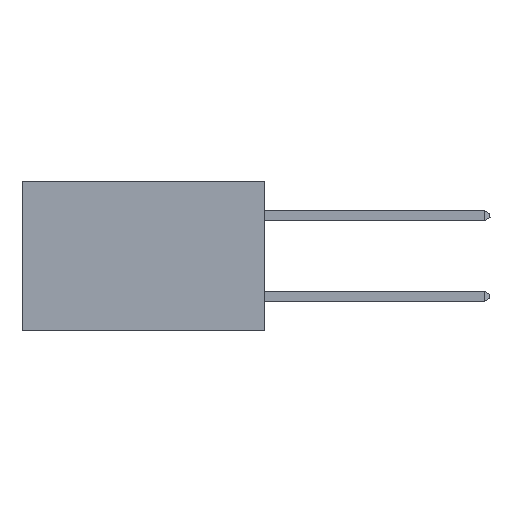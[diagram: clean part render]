
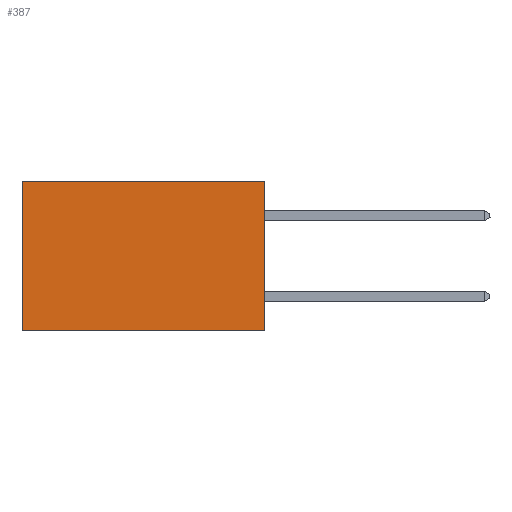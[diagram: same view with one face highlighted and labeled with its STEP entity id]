
A CAD part, left-side view. The second image highlights one B-rep face of the part: STEP entity #387.
In plain terms, the highlighted planar face has unit normal (-1, 0, 0).
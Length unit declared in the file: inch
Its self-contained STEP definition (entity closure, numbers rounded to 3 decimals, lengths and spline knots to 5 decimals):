
#387 = ADVANCED_FACE ( 'NONE', ( #12772 ), #4944, .F. ) ;
#1566 = DIRECTION ( 'NONE',  ( 0., 1., 0. ) ) ;
#1591 = VERTEX_POINT ( 'NONE', #14228 ) ;
#1733 = CARTESIAN_POINT ( 'NONE',  ( 0.298, 0., -0.37 ) ) ;
#2670 = DIRECTION ( 'NONE',  ( 0., 0., -1. ) ) ;
#2749 = VECTOR ( 'NONE', #1566, 39.37008 ) ;
#2839 = CARTESIAN_POINT ( 'NONE',  ( 0.298, 0., 0. ) ) ;
#3539 = VECTOR ( 'NONE', #2670, 39.37008 ) ;
#3842 = ORIENTED_EDGE ( 'NONE', *, *, #25438, .F. ) ;
#4625 = CARTESIAN_POINT ( 'NONE',  ( 0.298, 0., 0. ) ) ;
#4944 = PLANE ( 'NONE',  #12878 ) ;
#5425 = CARTESIAN_POINT ( 'NONE',  ( 0.298, 0., -0.37 ) ) ;
#5660 = CARTESIAN_POINT ( 'NONE',  ( 0.298, 0., 0. ) ) ;
#6221 = LINE ( 'NONE', #21609, #15030 ) ;
#7790 = LINE ( 'NONE', #10830, #3539 ) ;
#9041 = VECTOR ( 'NONE', #24849, 39.37008 ) ;
#9171 = EDGE_LOOP ( 'NONE', ( #14112, #3842, #14934, #17636 ) ) ;
#10830 = CARTESIAN_POINT ( 'NONE',  ( 0.298, 0., 0. ) ) ;
#11114 = DIRECTION ( 'NONE',  ( 0., 0., -1. ) ) ;
#11543 = DIRECTION ( 'NONE',  ( 0., 0., -1. ) ) ;
#12351 = VERTEX_POINT ( 'NONE', #4625 ) ;
#12772 = FACE_OUTER_BOUND ( 'NONE', #9171, .T. ) ;
#12878 = AXIS2_PLACEMENT_3D ( 'NONE', #2839, #15781, #11543 ) ;
#14112 = ORIENTED_EDGE ( 'NONE', *, *, #25899, .T. ) ;
#14228 = CARTESIAN_POINT ( 'NONE',  ( 0.298, 0.6, 0. ) ) ;
#14618 = LINE ( 'NONE', #5660, #2749 ) ;
#14696 = LINE ( 'NONE', #1733, #9041 ) ;
#14865 = CARTESIAN_POINT ( 'NONE',  ( 0.298, 0.6, -0.37 ) ) ;
#14934 = ORIENTED_EDGE ( 'NONE', *, *, #24767, .F. ) ;
#15030 = VECTOR ( 'NONE', #11114, 39.37008 ) ;
#15781 = DIRECTION ( 'NONE',  ( 1., 0., 0. ) ) ;
#17636 = ORIENTED_EDGE ( 'NONE', *, *, #26112, .T. ) ;
#19624 = VERTEX_POINT ( 'NONE', #5425 ) ;
#21609 = CARTESIAN_POINT ( 'NONE',  ( 0.298, 0.6, 0. ) ) ;
#24197 = VERTEX_POINT ( 'NONE', #14865 ) ;
#24767 = EDGE_CURVE ( 'NONE', #12351, #19624, #7790, .T. ) ;
#24849 = DIRECTION ( 'NONE',  ( 0., 1., 0. ) ) ;
#25438 = EDGE_CURVE ( 'NONE', #19624, #24197, #14696, .T. ) ;
#25899 = EDGE_CURVE ( 'NONE', #1591, #24197, #6221, .T. ) ;
#26112 = EDGE_CURVE ( 'NONE', #12351, #1591, #14618, .T. ) ;
